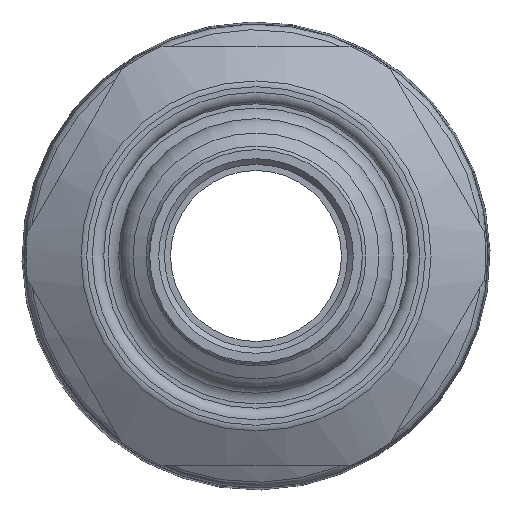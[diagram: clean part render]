
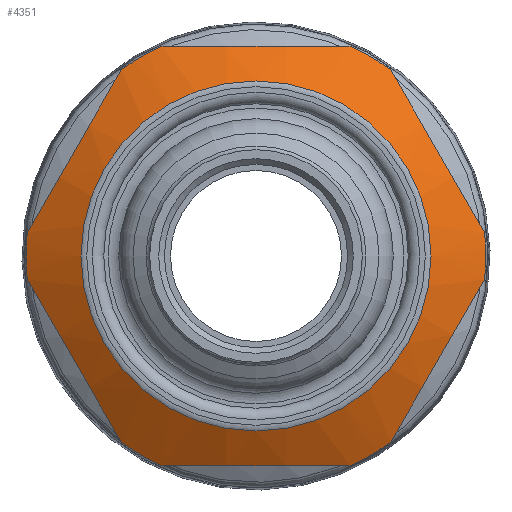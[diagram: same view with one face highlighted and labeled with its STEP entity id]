
A CAD part, front view. The second image highlights one B-rep face of the part: STEP entity #4351.
In plain terms, the highlighted conical face has half-angle 60 degrees and reference radius 17.78 mm.
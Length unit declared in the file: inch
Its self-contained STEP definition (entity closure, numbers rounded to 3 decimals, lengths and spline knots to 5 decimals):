
#181=(
BOUNDED_CURVE()
B_SPLINE_CURVE(2,(#10381,#10382,#10383),.UNSPECIFIED.,.F.,.F.)
B_SPLINE_CURVE_WITH_KNOTS((3,3),(0.,1.67512),.UNSPECIFIED.)
CURVE()
GEOMETRIC_REPRESENTATION_ITEM()
RATIONAL_B_SPLINE_CURVE((1.,1.096,1.))
REPRESENTATION_ITEM('')
);
#182=(
BOUNDED_CURVE()
B_SPLINE_CURVE(2,(#10387,#10388,#10389),.UNSPECIFIED.,.F.,.F.)
B_SPLINE_CURVE_WITH_KNOTS((3,3),(0.,1.67512),.UNSPECIFIED.)
CURVE()
GEOMETRIC_REPRESENTATION_ITEM()
RATIONAL_B_SPLINE_CURVE((1.,1.096,1.))
REPRESENTATION_ITEM('')
);
#183=(
BOUNDED_CURVE()
B_SPLINE_CURVE(2,(#10393,#10394,#10395),.UNSPECIFIED.,.F.,.F.)
B_SPLINE_CURVE_WITH_KNOTS((3,3),(0.,1.67512),.UNSPECIFIED.)
CURVE()
GEOMETRIC_REPRESENTATION_ITEM()
RATIONAL_B_SPLINE_CURVE((1.,1.096,1.))
REPRESENTATION_ITEM('')
);
#184=(
BOUNDED_CURVE()
B_SPLINE_CURVE(2,(#10399,#10400,#10401),.UNSPECIFIED.,.F.,.F.)
B_SPLINE_CURVE_WITH_KNOTS((3,3),(0.,1.67512),.UNSPECIFIED.)
CURVE()
GEOMETRIC_REPRESENTATION_ITEM()
RATIONAL_B_SPLINE_CURVE((1.,1.096,1.))
REPRESENTATION_ITEM('')
);
#185=(
BOUNDED_CURVE()
B_SPLINE_CURVE(2,(#10405,#10406,#10407),.UNSPECIFIED.,.F.,.F.)
B_SPLINE_CURVE_WITH_KNOTS((3,3),(0.,1.67512),.UNSPECIFIED.)
CURVE()
GEOMETRIC_REPRESENTATION_ITEM()
RATIONAL_B_SPLINE_CURVE((1.,1.096,1.))
REPRESENTATION_ITEM('')
);
#186=(
BOUNDED_CURVE()
B_SPLINE_CURVE(2,(#10411,#10412,#10413),.UNSPECIFIED.,.F.,.F.)
B_SPLINE_CURVE_WITH_KNOTS((3,3),(0.,1.67512),.UNSPECIFIED.)
CURVE()
GEOMETRIC_REPRESENTATION_ITEM()
RATIONAL_B_SPLINE_CURVE((1.,1.096,1.))
REPRESENTATION_ITEM('')
);
#642=FACE_OUTER_BOUND('',#930,.T.);
#930=EDGE_LOOP('',(#3433,#3434,#3435,#3436,#3437,#3438,#3439,#3440,#3441,
#3442,#3443,#3444,#3445,#3446,#3447,#3448));
#1117=LINE('',#10377,#1259);
#1259=VECTOR('',#5840,0.7);
#1482=CIRCLE('',#4823,0.60928);
#1484=CIRCLE('',#4827,0.8);
#1485=CIRCLE('',#4828,0.8);
#1486=CIRCLE('',#4829,0.8);
#1487=CIRCLE('',#4830,0.8);
#1488=CIRCLE('',#4831,0.8);
#1489=CIRCLE('',#4832,0.8);
#1490=CIRCLE('',#4833,0.8);
#1845=VERTEX_POINT('',#10369);
#1847=VERTEX_POINT('',#10376);
#1848=VERTEX_POINT('',#10378);
#1849=VERTEX_POINT('',#10380);
#1850=VERTEX_POINT('',#10384);
#1851=VERTEX_POINT('',#10386);
#1852=VERTEX_POINT('',#10390);
#1853=VERTEX_POINT('',#10392);
#1854=VERTEX_POINT('',#10396);
#1855=VERTEX_POINT('',#10398);
#1856=VERTEX_POINT('',#10402);
#1857=VERTEX_POINT('',#10404);
#1858=VERTEX_POINT('',#10408);
#1859=VERTEX_POINT('',#10410);
#2389=EDGE_CURVE('',#1845,#1845,#1482,.T.);
#2391=EDGE_CURVE('',#1845,#1847,#1117,.T.);
#2392=EDGE_CURVE('',#1848,#1847,#1484,.T.);
#2393=EDGE_CURVE('',#1849,#1848,#181,.T.);
#2394=EDGE_CURVE('',#1850,#1849,#1485,.T.);
#2395=EDGE_CURVE('',#1851,#1850,#182,.T.);
#2396=EDGE_CURVE('',#1852,#1851,#1486,.T.);
#2397=EDGE_CURVE('',#1853,#1852,#183,.T.);
#2398=EDGE_CURVE('',#1854,#1853,#1487,.T.);
#2399=EDGE_CURVE('',#1855,#1854,#184,.T.);
#2400=EDGE_CURVE('',#1856,#1855,#1488,.T.);
#2401=EDGE_CURVE('',#1857,#1856,#185,.T.);
#2402=EDGE_CURVE('',#1858,#1857,#1489,.T.);
#2403=EDGE_CURVE('',#1859,#1858,#186,.T.);
#2404=EDGE_CURVE('',#1847,#1859,#1490,.T.);
#3433=ORIENTED_EDGE('',*,*,#2389,.F.);
#3434=ORIENTED_EDGE('',*,*,#2391,.T.);
#3435=ORIENTED_EDGE('',*,*,#2392,.F.);
#3436=ORIENTED_EDGE('',*,*,#2393,.F.);
#3437=ORIENTED_EDGE('',*,*,#2394,.F.);
#3438=ORIENTED_EDGE('',*,*,#2395,.F.);
#3439=ORIENTED_EDGE('',*,*,#2396,.F.);
#3440=ORIENTED_EDGE('',*,*,#2397,.F.);
#3441=ORIENTED_EDGE('',*,*,#2398,.F.);
#3442=ORIENTED_EDGE('',*,*,#2399,.F.);
#3443=ORIENTED_EDGE('',*,*,#2400,.F.);
#3444=ORIENTED_EDGE('',*,*,#2401,.F.);
#3445=ORIENTED_EDGE('',*,*,#2402,.F.);
#3446=ORIENTED_EDGE('',*,*,#2403,.F.);
#3447=ORIENTED_EDGE('',*,*,#2404,.F.);
#3448=ORIENTED_EDGE('',*,*,#2391,.F.);
#3866=CONICAL_SURFACE('',#4826,0.7,1.047);
#4351=ADVANCED_FACE('',(#642),#3866,.T.);
#4823=AXIS2_PLACEMENT_3D('',#10371,#5832,#5833);
#4826=AXIS2_PLACEMENT_3D('',#10375,#5838,#5839);
#4827=AXIS2_PLACEMENT_3D('',#10379,#5841,#5842);
#4828=AXIS2_PLACEMENT_3D('',#10385,#5843,#5844);
#4829=AXIS2_PLACEMENT_3D('',#10391,#5845,#5846);
#4830=AXIS2_PLACEMENT_3D('',#10397,#5847,#5848);
#4831=AXIS2_PLACEMENT_3D('',#10403,#5849,#5850);
#4832=AXIS2_PLACEMENT_3D('',#10409,#5851,#5852);
#4833=AXIS2_PLACEMENT_3D('',#10414,#5853,#5854);
#5832=DIRECTION('center_axis',(0.,-1.,0.));
#5833=DIRECTION('ref_axis',(-1.,0.,0.));
#5838=DIRECTION('center_axis',(0.,1.,0.));
#5839=DIRECTION('ref_axis',(1.,0.,0.));
#5840=DIRECTION('',(-0.866,0.5,0.));
#5841=DIRECTION('center_axis',(0.,1.,0.));
#5842=DIRECTION('ref_axis',(-1.,0.,0.));
#5843=DIRECTION('center_axis',(0.,1.,0.));
#5844=DIRECTION('ref_axis',(-1.,0.,0.));
#5845=DIRECTION('center_axis',(0.,1.,0.));
#5846=DIRECTION('ref_axis',(-1.,0.,0.));
#5847=DIRECTION('center_axis',(0.,1.,0.));
#5848=DIRECTION('ref_axis',(-1.,0.,0.));
#5849=DIRECTION('center_axis',(0.,1.,0.));
#5850=DIRECTION('ref_axis',(-1.,0.,0.));
#5851=DIRECTION('center_axis',(0.,1.,0.));
#5852=DIRECTION('ref_axis',(-1.,0.,0.));
#5853=DIRECTION('center_axis',(0.,1.,0.));
#5854=DIRECTION('ref_axis',(-1.,0.,0.));
#10369=CARTESIAN_POINT('',(-0.60928,-2.04629,0.));
#10371=CARTESIAN_POINT('Origin',(0.,-2.04629,
0.));
#10375=CARTESIAN_POINT('Origin',(0.,-1.99392,
0.));
#10376=CARTESIAN_POINT('',(-0.8,-1.93618,0.));
#10377=CARTESIAN_POINT('',(-0.7,-1.99392,0.));
#10378=CARTESIAN_POINT('',(-0.79583,-1.93618,-0.08158));
#10379=CARTESIAN_POINT('Origin',(0.,-1.93618,0.));
#10380=CARTESIAN_POINT('',(-0.46857,-1.93618,-0.64842));
#10381=CARTESIAN_POINT('Ctrl Pts',(-0.46857,-1.93618,
-0.64842));
#10382=CARTESIAN_POINT('Ctrl Pts',(-0.6322,-2.01348,
-0.365));
#10383=CARTESIAN_POINT('Ctrl Pts',(-0.79583,-1.93618,
-0.08158));
#10384=CARTESIAN_POINT('',(-0.32726,-1.93618,-0.73));
#10385=CARTESIAN_POINT('Origin',(0.,-1.93618,0.));
#10386=CARTESIAN_POINT('',(0.32726,-1.93618,-0.73));
#10387=CARTESIAN_POINT('Ctrl Pts',(0.32726,-1.93618,
-0.73));
#10388=CARTESIAN_POINT('Ctrl Pts',(0.,-2.01348,
-0.73));
#10389=CARTESIAN_POINT('Ctrl Pts',(-0.32726,-1.93618,
-0.73));
#10390=CARTESIAN_POINT('',(0.46857,-1.93618,-0.64842));
#10391=CARTESIAN_POINT('Origin',(0.,-1.93618,0.));
#10392=CARTESIAN_POINT('',(0.79583,-1.93618,-0.08158));
#10393=CARTESIAN_POINT('Ctrl Pts',(0.79583,-1.93618,
-0.08158));
#10394=CARTESIAN_POINT('Ctrl Pts',(0.6322,-2.01348,-0.365));
#10395=CARTESIAN_POINT('Ctrl Pts',(0.46857,-1.93618,
-0.64842));
#10396=CARTESIAN_POINT('',(0.79583,-1.93618,0.08158));
#10397=CARTESIAN_POINT('Origin',(0.,-1.93618,0.));
#10398=CARTESIAN_POINT('',(0.46857,-1.93618,0.64842));
#10399=CARTESIAN_POINT('Ctrl Pts',(0.46857,-1.93618,
0.64842));
#10400=CARTESIAN_POINT('Ctrl Pts',(0.6322,-2.01348,0.365));
#10401=CARTESIAN_POINT('Ctrl Pts',(0.79583,-1.93618,
0.08158));
#10402=CARTESIAN_POINT('',(0.32726,-1.93618,0.73));
#10403=CARTESIAN_POINT('Origin',(0.,-1.93618,0.));
#10404=CARTESIAN_POINT('',(-0.32726,-1.93618,0.73));
#10405=CARTESIAN_POINT('Ctrl Pts',(-0.32726,-1.93618,
0.73));
#10406=CARTESIAN_POINT('Ctrl Pts',(0.,-2.01348,
0.73));
#10407=CARTESIAN_POINT('Ctrl Pts',(0.32726,-1.93618,
0.73));
#10408=CARTESIAN_POINT('',(-0.46857,-1.93618,0.64842));
#10409=CARTESIAN_POINT('Origin',(0.,-1.93618,0.));
#10410=CARTESIAN_POINT('',(-0.79583,-1.93618,0.08158));
#10411=CARTESIAN_POINT('Ctrl Pts',(-0.79583,-1.93618,
0.08158));
#10412=CARTESIAN_POINT('Ctrl Pts',(-0.6322,-2.01348,
0.365));
#10413=CARTESIAN_POINT('Ctrl Pts',(-0.46857,-1.93618,
0.64842));
#10414=CARTESIAN_POINT('Origin',(0.,-1.93618,0.));
